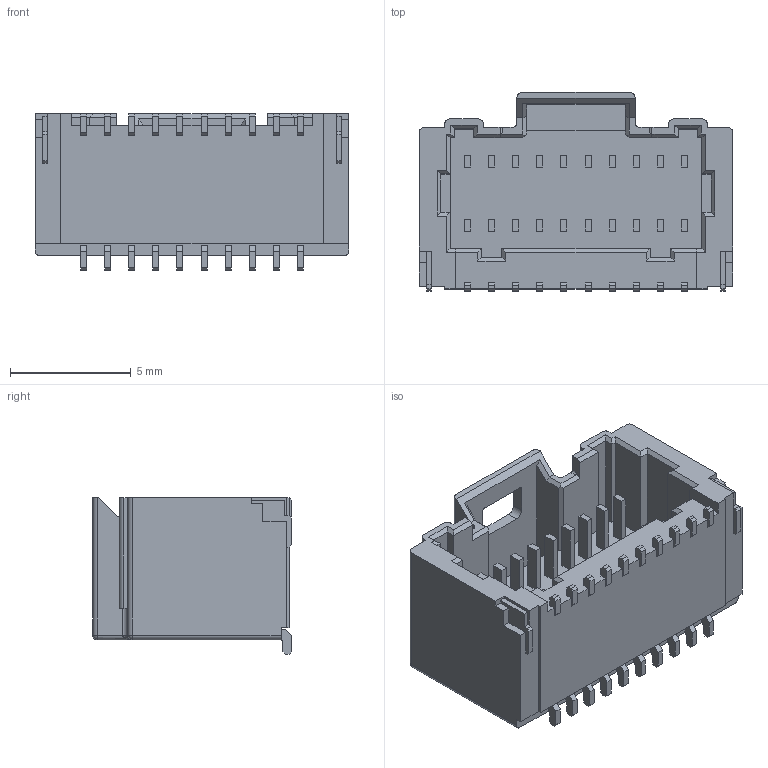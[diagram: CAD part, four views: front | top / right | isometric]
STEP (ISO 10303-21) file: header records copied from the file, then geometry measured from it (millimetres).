
FILE_DESCRIPTION((''),'2;1');
FILE_NAME('2035672007','2018-02-27T',('ksrinivasara'),(''),'PRO/ENGINEER BY PARAMETRIC TECHNOLOGY CORPORATION, 2012310','PRO/ENGINEER BY PARAMETRIC TECHNOLOGY CORPORATION, 2012310','');
FILE_SCHEMA(('CONFIG_CONTROL_DESIGN'));
Length unit declared in the file: millimetre
Products named in the file (1): 2035672007
Bounding box: 13 x 8.25 x 6.5 mm (x, y, z)
Volume: 314.3 mm3; surface area: 663.4 mm2
Topology: 1 solids, 1 shells, 452 faces, 1299 edges, 879 vertices
Faces by surface type: plane 413, cylinder 33, sphere 4, bspline 2
Entity records: 14538 total; most frequent: CARTESIAN_POINT 2697, ORIENTED_EDGE 2422, DIRECTION 2255, VECTOR 1233, LINE 1233, EDGE_CURVE 1211, VERTEX_POINT 791, AXIS2_PLACEMENT_3D 511
